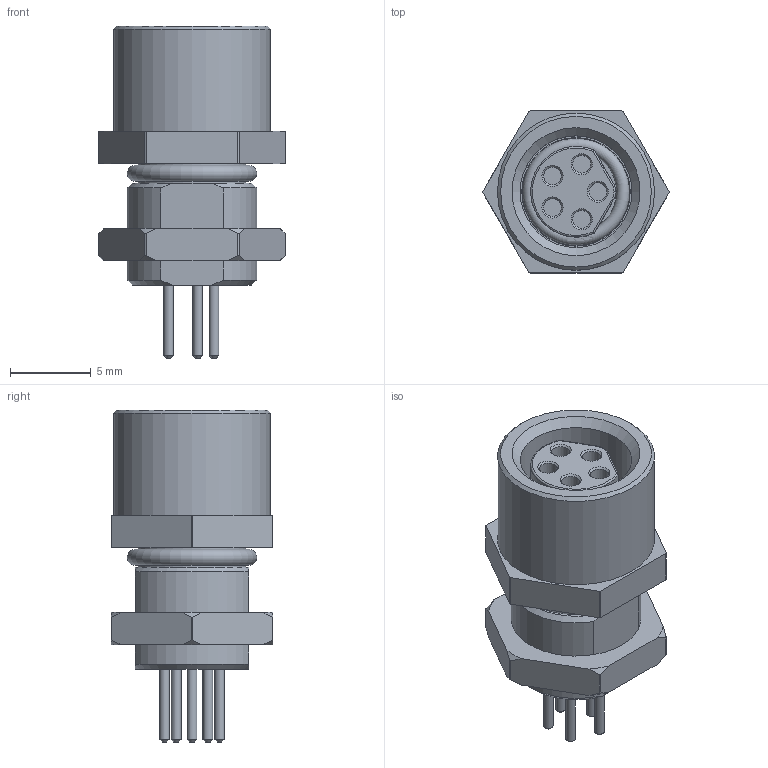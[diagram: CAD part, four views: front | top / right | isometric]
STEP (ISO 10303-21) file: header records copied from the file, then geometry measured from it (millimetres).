
FILE_DESCRIPTION(/* description */ (''),/* implementation_level */ '2;1');
FILE_NAME(/* name */ 'FSKB52-P-M8.stp',/* time_stamp */ '2018-06-13T09:59:46+08:00',/* author */ (''),/* organization */ (''),/* preprocessor_version */ 'ST-DEVELOPER v14',/* originating_system */ 'SIEMENS PLM Software NX 8.0',/* authorisation */ '');
FILE_SCHEMA (('AUTOMOTIVE_DESIGN { 1 0 10303 214 3 1 1 1 }'));
Length unit declared in the file: millimetre
Products named in the file (1): DELL1294E5788o1c
Bounding box: 11.5 x 10 x 20.5 mm (x, y, z)
Volume: 920.5 mm3; surface area: 1394.7 mm2
Topology: 1 solids, 1 shells, 184 faces, 417 edges, 268 vertices
Faces by surface type: cylinder 68, plane 64, cone 40, torus 10, sphere 2
Full cylindrical faces by diameter (mm): 0.6 x5, 1.1 x5, 1.6 x5, 6.4 x1, 6.7 x2, 6.9 x1, 8.5 x1, 9.7 x1
Entity records: 5849 total; most frequent: CARTESIAN_POINT 1289, DIRECTION 855, ORIENTED_EDGE 746, EDGE_CURVE 373, AXIS2_PLACEMENT_3D 357, VERTEX_POINT 263, EDGE_LOOP 260, ADVANCED_FACE 184
